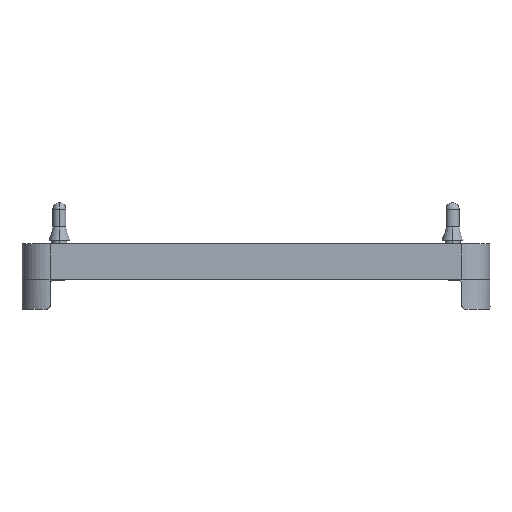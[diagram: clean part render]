
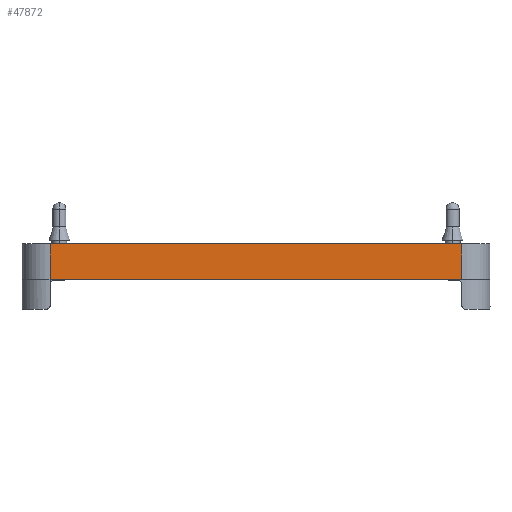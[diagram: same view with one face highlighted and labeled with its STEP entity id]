
A CAD part, left-side view. The second image highlights one B-rep face of the part: STEP entity #47872.
In plain terms, the highlighted planar face has unit normal (-1, 0, 0).
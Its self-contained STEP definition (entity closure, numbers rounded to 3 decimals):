
#1669=CARTESIAN_POINT('',(-62.5,54.961,-2.0));
#1670=VERTEX_POINT('',#1669);
#4150=CARTESIAN_POINT('',(-62.5,-54.961,-2.0));
#4151=VERTEX_POINT('',#4150);
#4159=CARTESIAN_POINT('',(-62.5,-54.961,-2.0));
#4160=DIRECTION('',(0.0,1.0,0.0));
#4161=VECTOR('',#4160,109.923);
#4162=LINE('',#4159,#4161);
#4163=EDGE_CURVE('',#4151,#1670,#4162,.T.);
#46425=CARTESIAN_POINT('',(-62.5,-55.,-2.0));
#46426=VERTEX_POINT('',#46425);
#46434=CARTESIAN_POINT('',(-62.5,-55.,-2.0));
#46435=DIRECTION('',(0.,1.0,0.0));
#46436=VECTOR('',#46435,0.039);
#46437=LINE('',#46434,#46436);
#46438=EDGE_CURVE('',#46426,#4151,#46437,.T.);
#46456=CARTESIAN_POINT('',(-62.5,55.0,-2.0));
#46457=VERTEX_POINT('',#46456);
#46475=CARTESIAN_POINT('',(-62.5,54.961,-2.0));
#46476=DIRECTION('',(0.,1.0,0.0));
#46477=VECTOR('',#46476,0.039);
#46478=LINE('',#46475,#46477);
#46479=EDGE_CURVE('',#1670,#46457,#46478,.T.);
#47840=CARTESIAN_POINT('',(-62.5,-55.,-2.0));
#47841=DIRECTION('',(-1.0,0.0,0.0));
#47842=DIRECTION('',(0.0,0.0,1.0));
#47843=AXIS2_PLACEMENT_3D('',#47840,#47841,#47842);
#47844=PLANE('',#47843);
#47845=CARTESIAN_POINT('',(-62.5,-55.,7.5));
#47846=VERTEX_POINT('',#47845);
#47847=CARTESIAN_POINT('',(-62.5,-55.,-2.0));
#47848=DIRECTION('',(0.0,0.0,1.0));
#47849=VECTOR('',#47848,9.5);
#47850=LINE('',#47847,#47849);
#47851=EDGE_CURVE('',#46426,#47846,#47850,.T.);
#47852=ORIENTED_EDGE('',*,*,#47851,.T.);
#47853=CARTESIAN_POINT('',(-62.5,55.0,7.5));
#47854=VERTEX_POINT('',#47853);
#47855=CARTESIAN_POINT('',(-62.5,-55.,7.5));
#47856=DIRECTION('',(0.0,1.0,0.0));
#47857=VECTOR('',#47856,110.);
#47858=LINE('',#47855,#47857);
#47859=EDGE_CURVE('',#47846,#47854,#47858,.T.);
#47860=ORIENTED_EDGE('',*,*,#47859,.T.);
#47861=CARTESIAN_POINT('',(-62.5,55.0,-2.0));
#47862=DIRECTION('',(0.0,0.0,1.0));
#47863=VECTOR('',#47862,9.5);
#47864=LINE('',#47861,#47863);
#47865=EDGE_CURVE('',#46457,#47854,#47864,.T.);
#47866=ORIENTED_EDGE('',*,*,#47865,.F.);
#47867=ORIENTED_EDGE('',*,*,#46479,.F.);
#47868=ORIENTED_EDGE('',*,*,#4163,.F.);
#47869=ORIENTED_EDGE('',*,*,#46438,.F.);
#47870=EDGE_LOOP('',(#47852,#47860,#47866,#47867,#47868,#47869));
#47871=FACE_OUTER_BOUND('',#47870,.T.);
#47872=ADVANCED_FACE('',(#47871),#47844,.T.);
